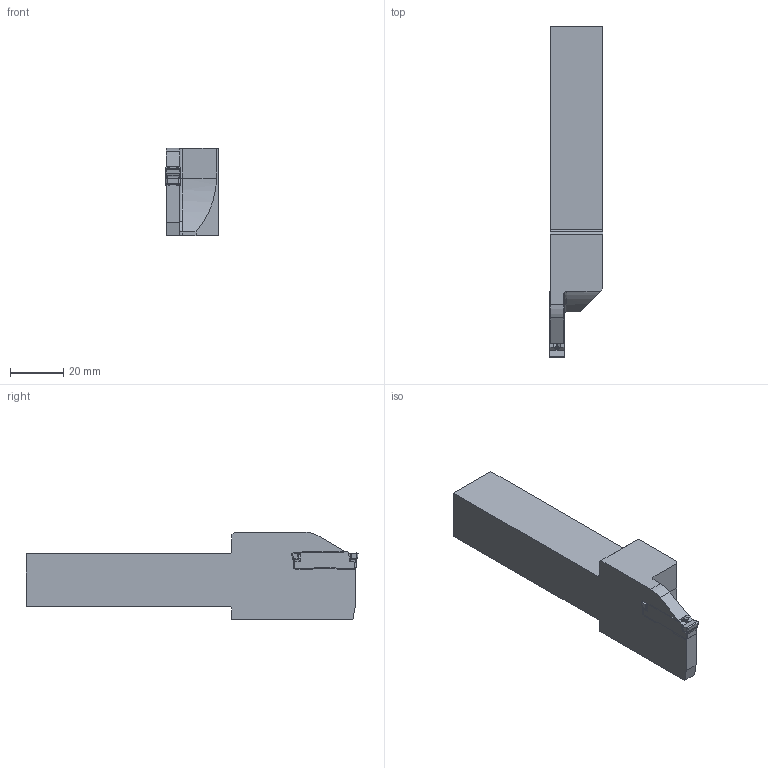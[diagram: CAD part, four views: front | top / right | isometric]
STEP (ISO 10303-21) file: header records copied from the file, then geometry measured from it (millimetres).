
FILE_DESCRIPTION(/* description */ (''),/* implementation_level */ '2;1');
FILE_NAME(/* name */ 'GL6-A2020KFL-24-80_sim.stp',/* time_stamp */ '2021-08-26T13:35:19+02:00',/* author */ (''),/* organization */ (''),/* preprocessor_version */ 'ST-DEVELOPER v16.7',/* originating_system */ 'SIEMENS PLM Software NX 12.0',/* authorisation */ '');
FILE_SCHEMA (('AUTOMOTIVE_DESIGN { 1 0 10303 214 3 1 1 1 }'));
Length unit declared in the file: millimetre
Products named in the file (1): hc72085C3D69fjo4
Bounding box: 20.3 x 125.06 x 33 mm (x, y, z)
Volume: 48266 mm3; surface area: 13863.1 mm2
Topology: 2 solids, 5 shells, 258 faces, 644 edges, 388 vertices
Faces by surface type: bspline 98, plane 71, cylinder 65, extrusion 12, sphere 6, cone 5, torus 1
Full cylindrical faces by diameter (mm): 2.4 x2, 2.5 x1, 5 x1
Entity records: 8872 total; most frequent: CARTESIAN_POINT 3748, ORIENTED_EDGE 1226, DIRECTION 786, EDGE_CURVE 613, VERTEX_POINT 375, AXIS2_PLACEMENT_3D 280, EDGE_LOOP 265, ADVANCED_FACE 258
